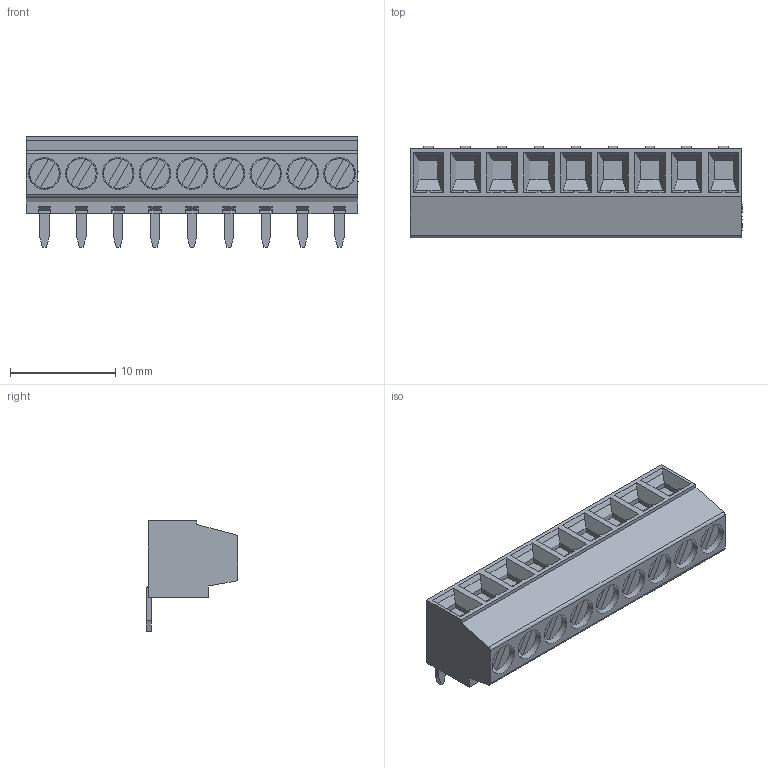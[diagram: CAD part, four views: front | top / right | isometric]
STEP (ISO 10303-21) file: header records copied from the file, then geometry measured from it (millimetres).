
FILE_DESCRIPTION(('STEP AP214'),'1');
FILE_NAME('MV139-3,5-H-L.stp','2021-03-15T15:26:20',(' '),(' '),'Spatial InterOp 3D',' ',' ');
FILE_SCHEMA(('automotive_design'));
Length unit declared in the file: metre
Products named in the file (1): 1
Bounding box: 31.5 x 8.7 x 10.5 mm (x, y, z)
Volume: 1565.9 mm3; surface area: 1613.4 mm2
Topology: 1 solids, 1 shells, 441 faces, 1173 edges, 773 vertices
Faces by surface type: plane 362, cylinder 60, torus 9, cone 9, extrusion 1
Full cylindrical faces by diameter (mm): 2 x9, 2.1 x9, 2.8 x9, 3 x9
Entity records: 16605 total; most frequent: CARTESIAN_POINT 2362, ORIENTED_EDGE 2184, DIRECTION 2121, EDGE_CURVE 1092, VECTOR 899, LINE 898, VERTEX_POINT 746, AXIS2_PLACEMENT_3D 611
